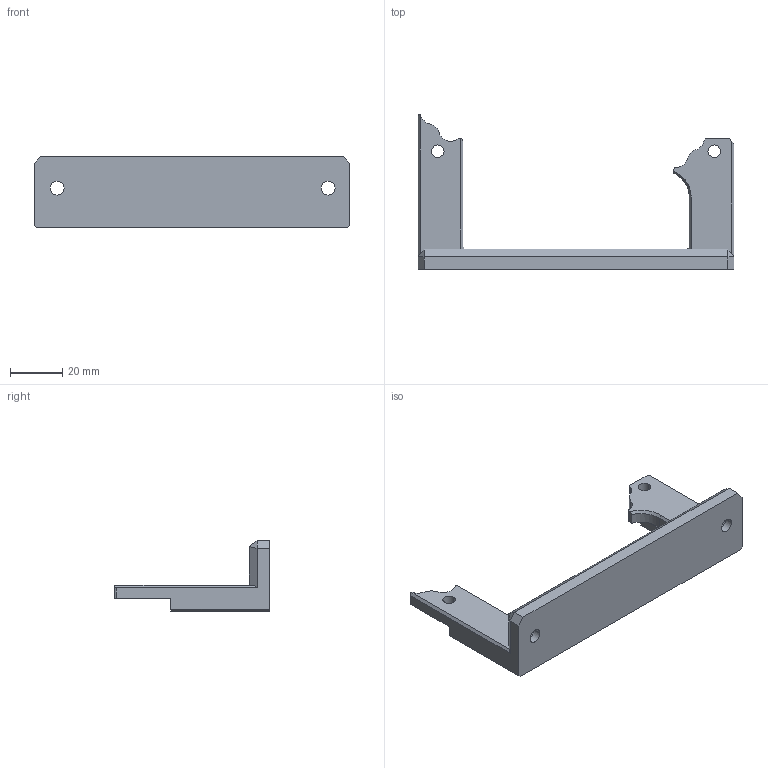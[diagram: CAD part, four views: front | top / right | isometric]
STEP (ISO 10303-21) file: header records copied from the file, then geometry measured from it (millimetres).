
FILE_DESCRIPTION (( 'STEP AP203' ), '1' );
FILE_NAME ('120-mount-3030.STEP', '2023-03-15T20:47:12', ( 'Cyborg' ), ( '' ), 'SwSTEP 2.0', 'SolidWorks 2019', '' );
FILE_SCHEMA (( 'CONFIG_CONTROL_DESIGN' ));
Length unit declared in the file: millimetre
Products named in the file (1): 120-mount-3030
Bounding box: 120.29 x 58.9 x 27 mm (x, y, z)
Volume: 35530.8 mm3; surface area: 13045.8 mm2
Topology: 1 solids, 1 shells, 62 faces, 167 edges, 109 vertices
Faces by surface type: plane 38, cylinder 23, cone 1
Entity records: 2044 total; most frequent: CARTESIAN_POINT 359, DIRECTION 335, ORIENTED_EDGE 334, EDGE_CURVE 167, LINE 117, VECTOR 117, VERTEX_POINT 109, AXIS2_PLACEMENT_3D 109
